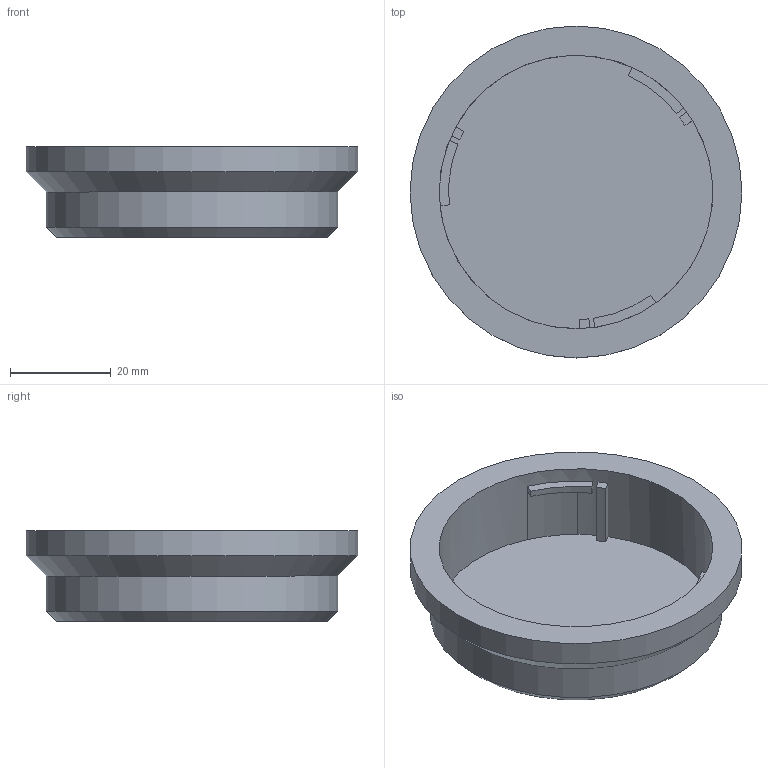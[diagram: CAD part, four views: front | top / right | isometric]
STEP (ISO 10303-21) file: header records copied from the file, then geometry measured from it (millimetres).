
FILE_DESCRIPTION(/* description */ (''),/* implementation_level */ '2;1');
FILE_NAME(/* name */ 'baseRearCap_canonEF',/* time_stamp */ '2023-12-05T13:06:15-05:00',/* author */ ('George Moua'),/* organization */ ('Archive 663'),/* preprocessor_version */ 'ST-DEVELOPER v16.7',/* originating_system */ 'Solid Edge',/* authorisation */ 'Unknown');
FILE_SCHEMA (('AUTOMOTIVE_DESIGN {1 0 10303 214 3 1 1}'));
Length unit declared in the file: millimetre
Products named in the file (3): mountLensBase; mountLensBase_canonEF_oa_0; baseRearCap_canonEF
Assembly tree (2 placements, depth 3):
  mountLensBase
    mountLensBase_canonEF_oa_0
      baseRearCap_canonEF
Bounding box: 66 x 66 x 18 mm (x, y, z)
Volume: 15350.8 mm3; surface area: 12815.2 mm2
Topology: 1 solids, 1 shells, 64 faces, 164 edges, 108 vertices
Faces by surface type: plane 47, cylinder 10, cone 4, bspline 3
Full cylindrical faces by diameter (mm): 54.4 x1, 58 x1, 66 x1
Entity records: 2448 total; most frequent: CARTESIAN_POINT 872, ORIENTED_EDGE 308, DIRECTION 301, EDGE_CURVE 154, LINE 115, VECTOR 115, VERTEX_POINT 105, AXIS2_PLACEMENT_3D 93
